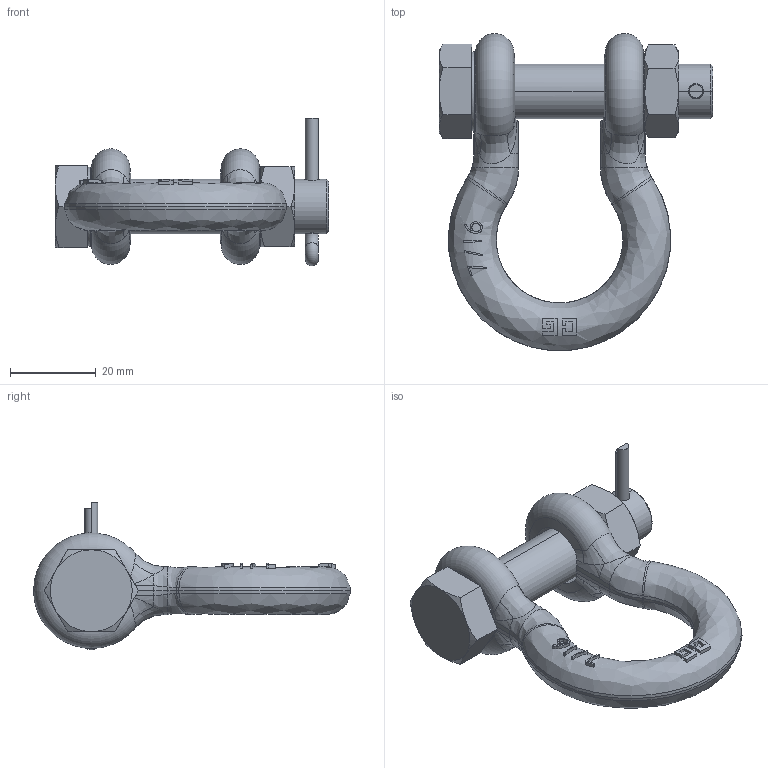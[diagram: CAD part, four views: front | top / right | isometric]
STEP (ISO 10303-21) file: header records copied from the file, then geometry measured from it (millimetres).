
FILE_DESCRIPTION((''),'2;1');
FILE_NAME('CROSBY_2130_044','2005-01-21T',('ADoughty'),('The Crosby Group, Inc.'),'PRO/ENGINEER BY PARAMETRIC TECHNOLOGY CORPORATION, 2004090','PRO/ENGINEER BY PARAMETRIC TECHNOLOGY CORPORATION, 2004090','');
FILE_SCHEMA(('CONFIG_CONTROL_DESIGN'));
Length unit declared in the file: inch
Products named in the file (1): CROSBY_2130_044
Bounding box: 63.73 x 73.82 x 34.32 mm (x, y, z)
Volume: 27976.7 mm3; surface area: 12250.9 mm2
Topology: 2 solids, 2 shells, 191 faces, 461 edges, 278 vertices
Faces by surface type: bspline 63, plane 62, cone 26, cylinder 17, extrusion 15, torus 8
Entity records: 9696 total; most frequent: CARTESIAN_POINT 5848, ORIENTED_EDGE 922, DIRECTION 550, EDGE_CURVE 461, VERTEX_POINT 278, B_SPLINE_CURVE_WITH_KNOTS 253, EDGE_LOOP 201, AXIS2_PLACEMENT_3D 199
